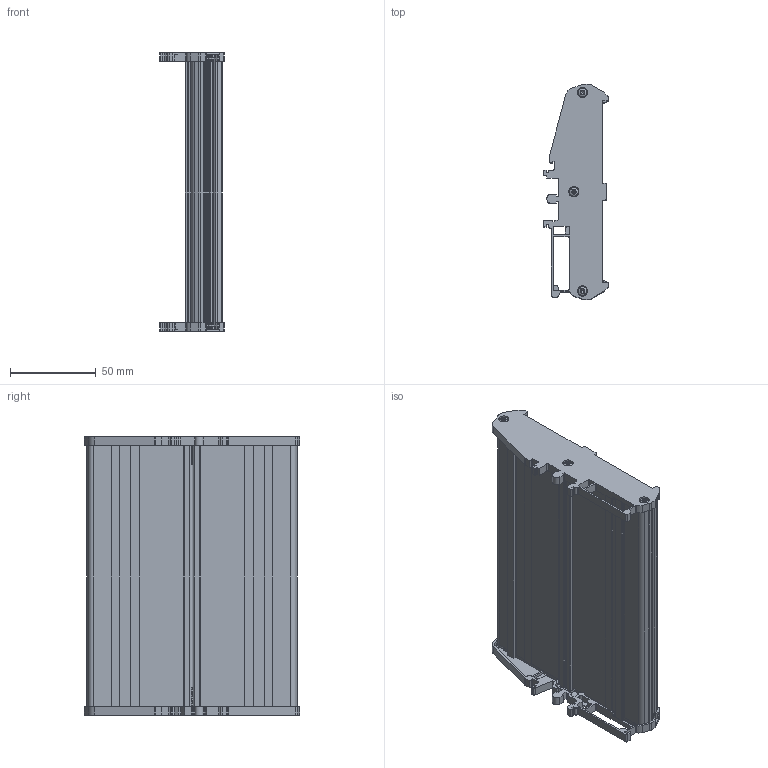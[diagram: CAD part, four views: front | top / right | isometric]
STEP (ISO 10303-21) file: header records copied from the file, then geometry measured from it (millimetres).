
FILE_DESCRIPTION(/* description */ ('Alibre Inc.'),/* implementation_level */ '2;1');
FILE_NAME(/* name */ 'export-6465D0FD-8DA0-4C02-8B07-02CF037E4E05',/* time_stamp */ '2020-03-23T15:43:23+01:00',/* author */ (''),/* organization */ (''),/* preprocessor_version */ 'ST-DEVELOPER v17',/* originating_system */ 'Alibre',/* authorisation */ '');
FILE_SCHEMA (('AUTOMOTIVE_DESIGN'));
Length unit declared in the file: centimetre
Bounding box: 37.6 x 125.4 x 162 mm (x, y, z)
Volume: 79669.2 mm3; surface area: 85197.2 mm2
Topology: 9 solids, 9 shells, 1494 faces, 4167 edges, 2693 vertices
Faces by surface type: plane 706, cylinder 578, cone 174, torus 18, sphere 12, bspline 6
Full cylindrical faces by diameter (mm): 3 x2
Entity records: 38526 total; most frequent: CARTESIAN_POINT 10610, ORIENTED_EDGE 6066, DIRECTION 5318, EDGE_CURVE 3033, VECTOR 2004, LINE 2004, VERTEX_POINT 1997, AXIS2_PLACEMENT_3D 1942
